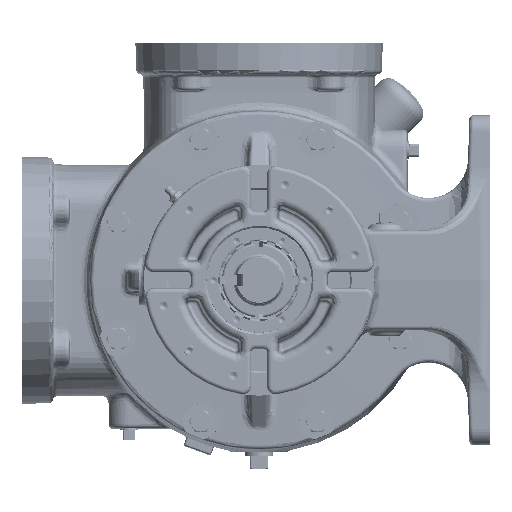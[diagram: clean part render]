
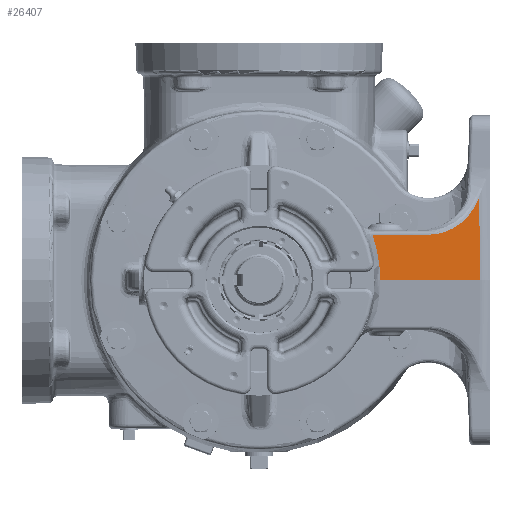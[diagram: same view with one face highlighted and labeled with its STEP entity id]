
A CAD part, left-side view. The second image highlights one B-rep face of the part: STEP entity #26407.
In plain terms, the highlighted planar face has unit normal (-0.642, -0.766, 0.035).
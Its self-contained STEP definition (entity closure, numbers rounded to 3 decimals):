
#11250 = CARTESIAN_POINT ( 'NONE',  ( -136.924, -183.017, 0. ) ) ;
#14929 =( BOUNDED_CURVE ( )  B_SPLINE_CURVE ( 3, ( #235342, #187115, #18956, #165242 ),
 .UNSPECIFIED., .F., .F. ) 
 B_SPLINE_CURVE_WITH_KNOTS ( ( 4, 4 ),
 ( 3.583, 4.658 ),
 .UNSPECIFIED. ) 
 CURVE ( )  GEOMETRIC_REPRESENTATION_ITEM ( )  RATIONAL_B_SPLINE_CURVE ( ( 1., 0.906, 0.906, 1. ) ) 
 REPRESENTATION_ITEM ( '' )  );
#15510 = CARTESIAN_POINT ( 'NONE',  ( -197.121, -130.903, 35.158 ) ) ;
#18956 = CARTESIAN_POINT ( 'NONE',  ( -176.835, -147.926, 35.158 ) ) ;
#20708 = CARTESIAN_POINT ( 'NONE',  ( -148.925, -168.971, 87.223 ) ) ;
#21057 = EDGE_CURVE ( 'NONE', #244846, #55019, #234029, .T. ) ;
#26407 = ADVANCED_FACE ( 'Defeatured_0_1878', ( #103113 ), #202762, .T. ) ;
#43496 = DIRECTION ( 'NONE',  ( -0.766, 0.643, 0. ) ) ;
#54715 = CARTESIAN_POINT ( 'NONE',  ( -243.769, -93.364, 0. ) ) ;
#55019 = VERTEX_POINT ( 'NONE', #63767 ) ;
#63767 = CARTESIAN_POINT ( 'NONE',  ( -149.757, -169.359, 63.389 ) ) ;
#63813 = CARTESIAN_POINT ( 'NONE',  ( -136.135, -182.077, 35.158 ) ) ;
#63940 = VERTEX_POINT ( 'NONE', #54715 ) ;
#67695 = CARTESIAN_POINT ( 'NONE',  ( -243.769, -93.364, 0. ) ) ;
#75265 = EDGE_CURVE ( 'NONE', #55019, #184217, #14929, .T. ) ;
#84125 = CARTESIAN_POINT ( 'NONE',  ( -151.971, -170.391, 0. ) ) ;
#103113 = FACE_OUTER_BOUND ( 'NONE', #306017, .T. ) ;
#105480 = VECTOR ( 'NONE', #43496, 1000. ) ;
#115627 = DIRECTION ( 'NONE',  ( 0.035, 0.016, 0.999 ) ) ;
#119007 = CARTESIAN_POINT ( 'NONE',  ( -249.147, -87.248, 35.158 ) ) ;
#120397 = LINE ( 'NONE', #121939, #286065 ) ;
#121939 = CARTESIAN_POINT ( 'NONE',  ( -136.924, -183.017, 0. ) ) ;
#126306 = ORIENTED_EDGE ( 'NONE', *, *, #170459, .T. ) ;
#131103 = DIRECTION ( 'NONE',  ( -0.642, -0.766, 0.035 ) ) ;
#165242 = CARTESIAN_POINT ( 'NONE',  ( -197.121, -130.903, 35.158 ) ) ;
#168961 = ORIENTED_EDGE ( 'NONE', *, *, #21057, .T. ) ;
#170459 = EDGE_CURVE ( 'NONE', #292344, #63940, #209373, .T. ) ;
#172577 = CARTESIAN_POINT ( 'NONE',  ( -249.147, -87.248, 35.158 ) ) ;
#177892 = VECTOR ( 'NONE', #115627, 1000. ) ;
#181871 = EDGE_CURVE ( 'NONE', #184217, #292344, #186810, .T. ) ;
#183652 = ORIENTED_EDGE ( 'NONE', *, *, #299485, .T. ) ;
#184217 = VERTEX_POINT ( 'NONE', #15510 ) ;
#186810 = LINE ( 'NONE', #63813, #105480 ) ;
#187115 = CARTESIAN_POINT ( 'NONE',  ( -159.408, -162.074, 45.545 ) ) ;
#187523 = ORIENTED_EDGE ( 'NONE', *, *, #181871, .T. ) ;
#193930 = ORIENTED_EDGE ( 'NONE', *, *, #75265, .T. ) ;
#202762 = PLANE ( 'NONE',  #299491 ) ;
#209373 =( BOUNDED_CURVE ( )  B_SPLINE_CURVE ( 3, ( #119007, #279500, #259177, #67695 ),
 .UNSPECIFIED., .F., .F. ) 
 B_SPLINE_CURVE_WITH_KNOTS ( ( 4, 4 ),
 ( 2.849, 3.181 ),
 .UNSPECIFIED. ) 
 CURVE ( )  GEOMETRIC_REPRESENTATION_ITEM ( )  RATIONAL_B_SPLINE_CURVE ( ( 1., 0.991, 0.991, 1. ) ) 
 REPRESENTATION_ITEM ( '' )  );
#234029 = LINE ( 'NONE', #20708, #177892 ) ;
#235342 = CARTESIAN_POINT ( 'NONE',  ( -149.757, -169.359, 63.389 ) ) ;
#244846 = VERTEX_POINT ( 'NONE', #84125 ) ;
#247929 = DIRECTION ( 'NONE',  ( 0.766, -0.643, 0. ) ) ;
#259177 = CARTESIAN_POINT ( 'NONE',  ( -243.205, -93.29, 12.005 ) ) ;
#266711 = DIRECTION ( 'NONE',  ( 0.766, -0.643, 0. ) ) ;
#279500 = CARTESIAN_POINT ( 'NONE',  ( -245.014, -91.232, 23.833 ) ) ;
#286065 = VECTOR ( 'NONE', #266711, 1000. ) ;
#292344 = VERTEX_POINT ( 'NONE', #172577 ) ;
#299485 = EDGE_CURVE ( 'NONE', #63940, #244846, #120397, .T. ) ;
#299491 = AXIS2_PLACEMENT_3D ( 'NONE', #11250, #131103, #247929 ) ;
#306017 = EDGE_LOOP ( 'NONE', ( #187523, #126306, #183652, #168961, #193930 ) ) ;
